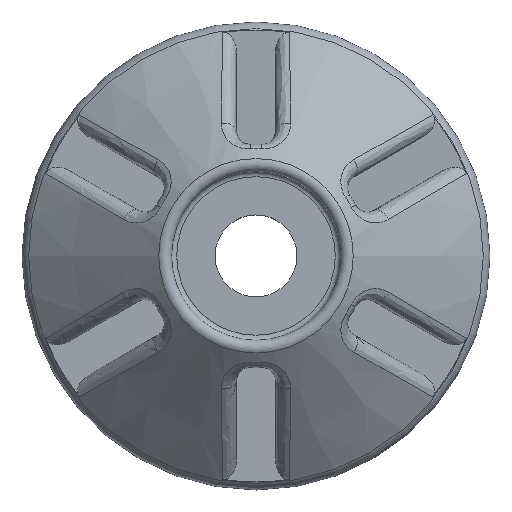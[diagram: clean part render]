
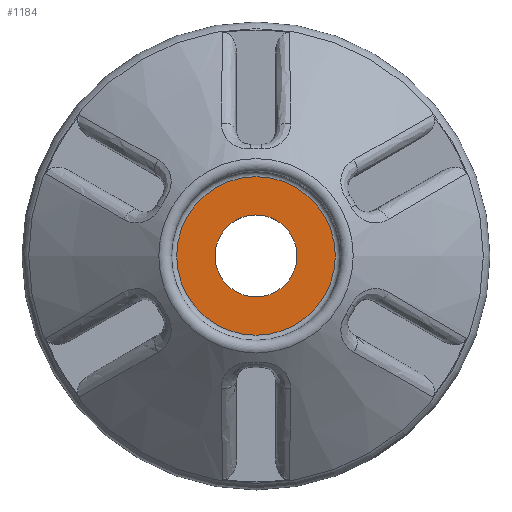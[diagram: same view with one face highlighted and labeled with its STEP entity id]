
A CAD part, top view. The second image highlights one B-rep face of the part: STEP entity #1184.
In plain terms, the highlighted planar face has unit normal (0, 0, 1).
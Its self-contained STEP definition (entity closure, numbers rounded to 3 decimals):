
#21=FACE_BOUND('',#308,.T.);
#38=PLANE('',#1319);
#224=FACE_OUTER_BOUND('',#307,.T.);
#307=EDGE_LOOP('',(#1054));
#308=EDGE_LOOP('',(#1055));
#388=CIRCLE('',#1317,6.1);
#390=CIRCLE('',#1320,3.15);
#558=VERTEX_POINT('',#3286);
#559=VERTEX_POINT('',#3290);
#729=EDGE_CURVE('',#558,#558,#388,.T.);
#731=EDGE_CURVE('',#559,#559,#390,.T.);
#1054=ORIENTED_EDGE('',*,*,#729,.F.);
#1055=ORIENTED_EDGE('',*,*,#731,.T.);
#1184=ADVANCED_FACE('',(#224,#21),#38,.T.);
#1317=AXIS2_PLACEMENT_3D('',#3287,#1591,#1592);
#1319=AXIS2_PLACEMENT_3D('',#3289,#1595,#1596);
#1320=AXIS2_PLACEMENT_3D('',#3291,#1597,#1598);
#1591=DIRECTION('center_axis',(0.,0.,-1.));
#1592=DIRECTION('ref_axis',(-1.,0.,0.));
#1595=DIRECTION('center_axis',(0.,0.,1.));
#1596=DIRECTION('ref_axis',(1.,0.,0.));
#1597=DIRECTION('center_axis',(0.,0.,-1.));
#1598=DIRECTION('ref_axis',(1.,0.,0.));
#3286=CARTESIAN_POINT('',(6.1,0.,4.));
#3287=CARTESIAN_POINT('Origin',(0.,0.,4.));
#3289=CARTESIAN_POINT('Origin',(0.,0.,4.));
#3290=CARTESIAN_POINT('',(-3.15,0.,4.));
#3291=CARTESIAN_POINT('Origin',(0.,0.,4.));
